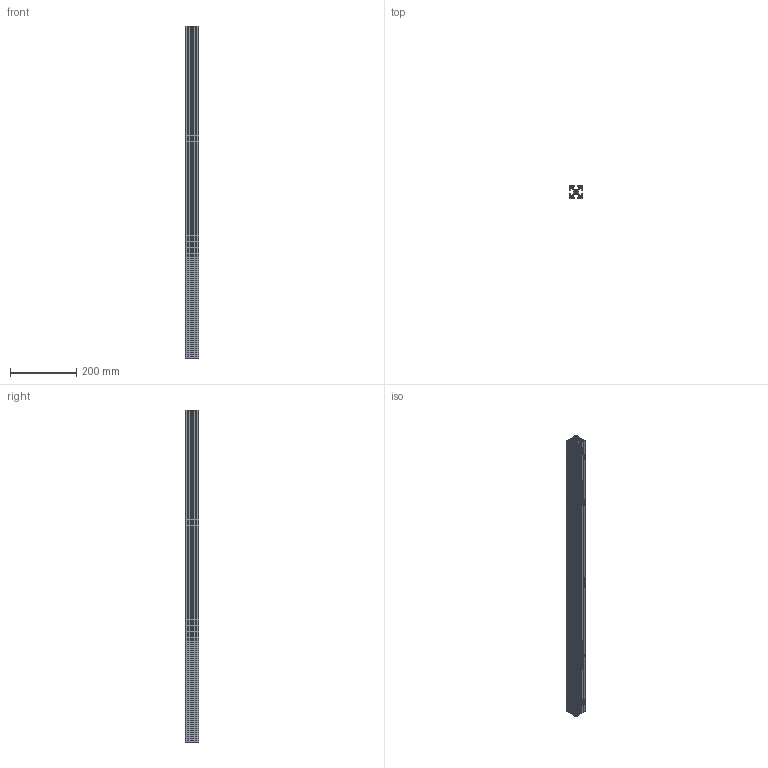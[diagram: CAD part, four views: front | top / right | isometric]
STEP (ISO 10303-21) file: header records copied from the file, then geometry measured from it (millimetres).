
FILE_DESCRIPTION(('FreeCAD Model'),'2;1');
FILE_NAME('Open CASCADE Shape Model','2025-05-01T08:18:41',('FreeCAD'),( 'FreeCAD'),'Open CASCADE STEP processor 7.6','FreeCAD','Unknown');
FILE_SCHEMA(('AUTOMOTIVE_DESIGN { 1 0 10303 214 1 1 1 1 }'));
Length unit declared in the file: millimetre
Products named in the file (1): Open CASCADE STEP translator 7.6 1
Bounding box: 39.96 x 39.96 x 998.96 mm (x, y, z)
Surface area: 589642.8 mm2 (no closed solid volume)
Topology: 0 solids, 291 shells, 291 faces, 2440 edges, 2440 vertices
Faces by surface type: bspline 291
Entity records: 21163 total; most frequent: CARTESIAN_POINT 10013, ORIENTED_EDGE 2440, EDGE_CURVE 2440, VERTEX_POINT 2440, B_SPLINE_CURVE_WITH_KNOTS 2178, FACE_BOUND 301, EDGE_LOOP 301, SHELL_BASED_SURFACE_MODEL 291
